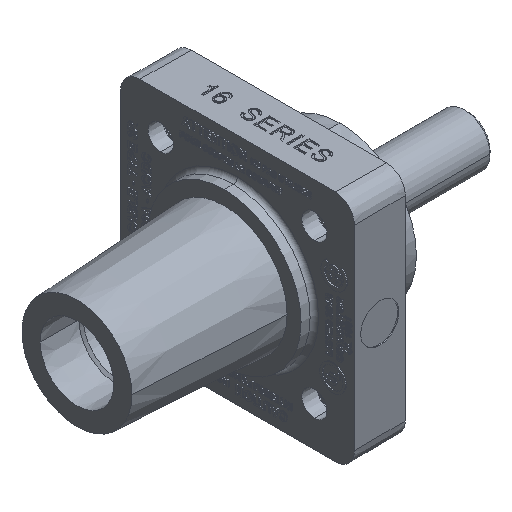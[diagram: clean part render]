
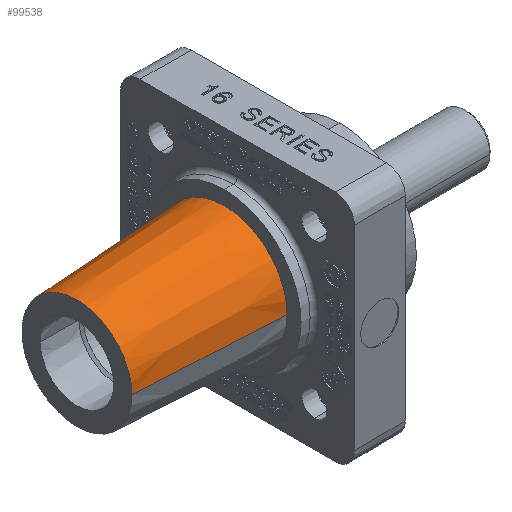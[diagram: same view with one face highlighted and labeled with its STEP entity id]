
A CAD part, isometric view. The second image highlights one B-rep face of the part: STEP entity #99538.
In plain terms, the highlighted conical face has half-angle 3.028 degrees and reference radius 15.555 mm.
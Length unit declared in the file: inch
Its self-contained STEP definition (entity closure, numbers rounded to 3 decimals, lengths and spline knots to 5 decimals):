
#1790 = FACE_OUTER_BOUND ( 'NONE', #60609, .T. ) ;
#2394 = CIRCLE ( 'NONE', #21335, 0.53633 ) ;
#2400 = DIRECTION ( 'NONE',  ( 0., 1., 0. ) ) ;
#4697 = CARTESIAN_POINT ( 'NONE',  ( -0.61298, 1.39292, -1.96702 ) ) ;
#6505 = DIRECTION ( 'NONE',  ( 0., -1., 0. ) ) ;
#7080 = AXIS2_PLACEMENT_3D ( 'NONE', #28451, #91791, #2400 ) ;
#11205 = VECTOR ( 'NONE', #26961, 39.37008 ) ;
#21335 = AXIS2_PLACEMENT_3D ( 'NONE', #70423, #105946, #6505 ) ;
#22177 = CARTESIAN_POINT ( 'NONE',  ( -0.61298, 1.39292, -1.96702 ) ) ;
#24949 = CIRCLE ( 'NONE', #91185, 0.61239 ) ;
#26961 = DIRECTION ( 'NONE',  ( 0.999, 0.053, 0. ) ) ;
#28451 = CARTESIAN_POINT ( 'NONE',  ( -0.61298, 2.00531, -1.96702 ) ) ;
#32626 = DIRECTION ( 'NONE',  ( 0., -1., 0. ) ) ;
#33527 = CONICAL_SURFACE ( 'NONE', #7080, 0.61239, 0.053 ) ;
#40195 = LINE ( 'NONE', #4697, #62831 ) ;
#42206 = EDGE_CURVE ( 'NONE', #114406, #85530, #80817, .T. ) ;
#49760 = CARTESIAN_POINT ( 'NONE',  ( -0.61298, 2.61771, -1.96702 ) ) ;
#51589 = EDGE_CURVE ( 'NONE', #83588, #114406, #2394, .T. ) ;
#57417 = DIRECTION ( 'NONE',  ( 0.999, -0.053, 0. ) ) ;
#60609 = EDGE_LOOP ( 'NONE', ( #117121, #90415, #103928, #70901 ) ) ;
#62831 = VECTOR ( 'NONE', #57417, 39.37008 ) ;
#70423 = CARTESIAN_POINT ( 'NONE',  ( -2.05098, 2.00531, -1.96702 ) ) ;
#70901 = ORIENTED_EDGE ( 'NONE', *, *, #42206, .F. ) ;
#80817 = LINE ( 'NONE', #116974, #11205 ) ;
#83243 = CARTESIAN_POINT ( 'NONE',  ( -2.05098, 2.54164, -1.96702 ) ) ;
#83588 = VERTEX_POINT ( 'NONE', #105500 ) ;
#85530 = VERTEX_POINT ( 'NONE', #49760 ) ;
#86708 = EDGE_CURVE ( 'NONE', #83588, #87632, #40195, .T. ) ;
#87632 = VERTEX_POINT ( 'NONE', #22177 ) ;
#90415 = ORIENTED_EDGE ( 'NONE', *, *, #86708, .T. ) ;
#91185 = AXIS2_PLACEMENT_3D ( 'NONE', #102546, #113754, #32626 ) ;
#91791 = DIRECTION ( 'NONE',  ( 1., 0., 0. ) ) ;
#99538 = ADVANCED_FACE ( 'NONE', ( #1790 ), #33527, .T. ) ;
#102546 = CARTESIAN_POINT ( 'NONE',  ( -0.61298, 2.00531, -1.96702 ) ) ;
#103928 = ORIENTED_EDGE ( 'NONE', *, *, #108763, .T. ) ;
#105500 = CARTESIAN_POINT ( 'NONE',  ( -2.05098, 1.46898, -1.96702 ) ) ;
#105946 = DIRECTION ( 'NONE',  ( -1., 0., 0. ) ) ;
#108763 = EDGE_CURVE ( 'NONE', #87632, #85530, #24949, .T. ) ;
#113754 = DIRECTION ( 'NONE',  ( -1., 0., 0. ) ) ;
#114406 = VERTEX_POINT ( 'NONE', #83243 ) ;
#116974 = CARTESIAN_POINT ( 'NONE',  ( -0.61298, 2.61771, -1.96702 ) ) ;
#117121 = ORIENTED_EDGE ( 'NONE', *, *, #51589, .F. ) ;
